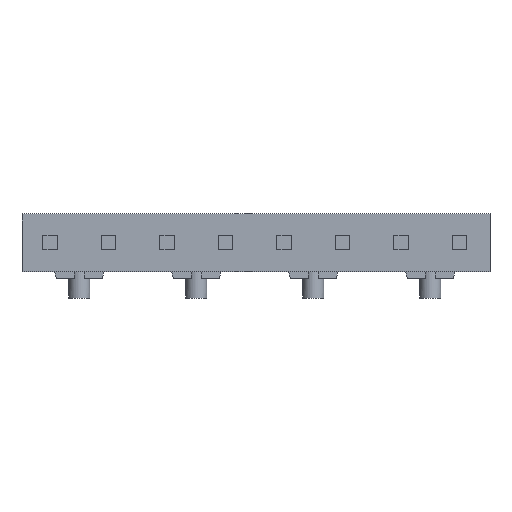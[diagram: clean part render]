
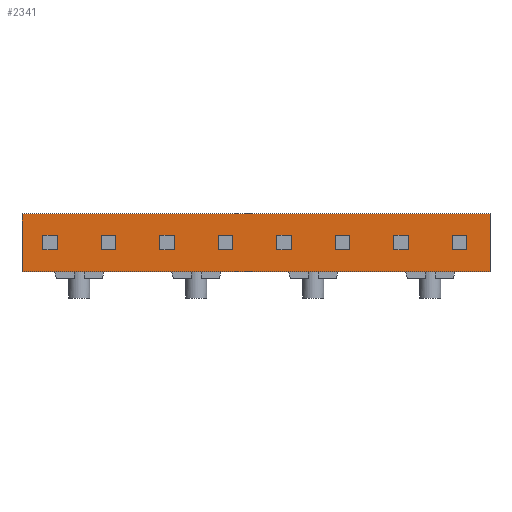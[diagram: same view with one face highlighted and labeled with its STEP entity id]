
A CAD part, top view. The second image highlights one B-rep face of the part: STEP entity #2341.
In plain terms, the highlighted planar face has unit normal (0, 0, 1).
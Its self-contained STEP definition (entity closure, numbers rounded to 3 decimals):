
#134=DIRECTION('',(0.,1.,0.));
#135=VECTOR('',#134,2.5);
#136=CARTESIAN_POINT('',(-10.16,-1.25,0.));
#137=LINE('',#136,#135);
#138=DIRECTION('',(1.,0.,0.));
#139=VECTOR('',#138,20.32);
#140=CARTESIAN_POINT('',(-10.16,1.25,0.));
#141=LINE('',#140,#139);
#142=DIRECTION('',(0.,-1.,0.));
#143=VECTOR('',#142,2.5);
#144=CARTESIAN_POINT('',(10.16,1.25,0.));
#145=LINE('',#144,#143);
#146=DIRECTION('',(-1.,0.,0.));
#147=VECTOR('',#146,20.32);
#148=CARTESIAN_POINT('',(10.16,-1.25,0.));
#149=LINE('',#148,#147);
#150=DIRECTION('',(1.,0.,0.));
#151=VECTOR('',#150,0.63);
#152=CARTESIAN_POINT('',(-9.255,-0.315,0.));
#153=LINE('',#152,#151);
#154=DIRECTION('',(0.,1.,0.));
#155=VECTOR('',#154,0.63);
#156=CARTESIAN_POINT('',(-8.625,-0.315,0.));
#157=LINE('',#156,#155);
#158=DIRECTION('',(1.,0.,0.));
#159=VECTOR('',#158,0.63);
#160=CARTESIAN_POINT('',(-9.255,0.315,0.));
#161=LINE('',#160,#159);
#162=DIRECTION('',(0.,1.,0.));
#163=VECTOR('',#162,0.63);
#164=CARTESIAN_POINT('',(-9.255,-0.315,0.));
#165=LINE('',#164,#163);
#166=DIRECTION('',(1.,0.,0.));
#167=VECTOR('',#166,0.63);
#168=CARTESIAN_POINT('',(-6.715,-0.315,0.));
#169=LINE('',#168,#167);
#170=DIRECTION('',(0.,1.,0.));
#171=VECTOR('',#170,0.63);
#172=CARTESIAN_POINT('',(-6.085,-0.315,0.));
#173=LINE('',#172,#171);
#174=DIRECTION('',(1.,0.,0.));
#175=VECTOR('',#174,0.63);
#176=CARTESIAN_POINT('',(-6.715,0.315,0.));
#177=LINE('',#176,#175);
#178=DIRECTION('',(0.,1.,0.));
#179=VECTOR('',#178,0.63);
#180=CARTESIAN_POINT('',(-6.715,-0.315,0.));
#181=LINE('',#180,#179);
#182=DIRECTION('',(1.,0.,0.));
#183=VECTOR('',#182,0.63);
#184=CARTESIAN_POINT('',(-4.175,-0.315,0.));
#185=LINE('',#184,#183);
#186=DIRECTION('',(0.,1.,0.));
#187=VECTOR('',#186,0.63);
#188=CARTESIAN_POINT('',(-3.545,-0.315,0.));
#189=LINE('',#188,#187);
#190=DIRECTION('',(1.,0.,0.));
#191=VECTOR('',#190,0.63);
#192=CARTESIAN_POINT('',(-4.175,0.315,0.));
#193=LINE('',#192,#191);
#194=DIRECTION('',(0.,1.,0.));
#195=VECTOR('',#194,0.63);
#196=CARTESIAN_POINT('',(-4.175,-0.315,0.));
#197=LINE('',#196,#195);
#198=DIRECTION('',(1.,0.,0.));
#199=VECTOR('',#198,0.63);
#200=CARTESIAN_POINT('',(-1.635,-0.315,0.));
#201=LINE('',#200,#199);
#202=DIRECTION('',(0.,1.,0.));
#203=VECTOR('',#202,0.63);
#204=CARTESIAN_POINT('',(-1.005,-0.315,0.));
#205=LINE('',#204,#203);
#206=DIRECTION('',(1.,0.,0.));
#207=VECTOR('',#206,0.63);
#208=CARTESIAN_POINT('',(-1.635,0.315,0.));
#209=LINE('',#208,#207);
#210=DIRECTION('',(0.,1.,0.));
#211=VECTOR('',#210,0.63);
#212=CARTESIAN_POINT('',(-1.635,-0.315,0.));
#213=LINE('',#212,#211);
#214=DIRECTION('',(1.,0.,0.));
#215=VECTOR('',#214,0.63);
#216=CARTESIAN_POINT('',(0.905,-0.315,0.));
#217=LINE('',#216,#215);
#218=DIRECTION('',(0.,1.,0.));
#219=VECTOR('',#218,0.63);
#220=CARTESIAN_POINT('',(1.535,-0.315,0.));
#221=LINE('',#220,#219);
#222=DIRECTION('',(1.,0.,0.));
#223=VECTOR('',#222,0.63);
#224=CARTESIAN_POINT('',(0.905,0.315,0.));
#225=LINE('',#224,#223);
#226=DIRECTION('',(0.,1.,0.));
#227=VECTOR('',#226,0.63);
#228=CARTESIAN_POINT('',(0.905,-0.315,0.));
#229=LINE('',#228,#227);
#230=DIRECTION('',(1.,0.,0.));
#231=VECTOR('',#230,0.63);
#232=CARTESIAN_POINT('',(3.445,-0.315,0.));
#233=LINE('',#232,#231);
#234=DIRECTION('',(0.,1.,0.));
#235=VECTOR('',#234,0.63);
#236=CARTESIAN_POINT('',(4.075,-0.315,0.));
#237=LINE('',#236,#235);
#238=DIRECTION('',(1.,0.,0.));
#239=VECTOR('',#238,0.63);
#240=CARTESIAN_POINT('',(3.445,0.315,0.));
#241=LINE('',#240,#239);
#242=DIRECTION('',(0.,1.,0.));
#243=VECTOR('',#242,0.63);
#244=CARTESIAN_POINT('',(3.445,-0.315,0.));
#245=LINE('',#244,#243);
#246=DIRECTION('',(1.,0.,0.));
#247=VECTOR('',#246,0.63);
#248=CARTESIAN_POINT('',(5.985,-0.315,0.));
#249=LINE('',#248,#247);
#250=DIRECTION('',(0.,1.,0.));
#251=VECTOR('',#250,0.63);
#252=CARTESIAN_POINT('',(6.615,-0.315,0.));
#253=LINE('',#252,#251);
#254=DIRECTION('',(1.,0.,0.));
#255=VECTOR('',#254,0.63);
#256=CARTESIAN_POINT('',(5.985,0.315,0.));
#257=LINE('',#256,#255);
#258=DIRECTION('',(0.,1.,0.));
#259=VECTOR('',#258,0.63);
#260=CARTESIAN_POINT('',(5.985,-0.315,0.));
#261=LINE('',#260,#259);
#262=DIRECTION('',(1.,0.,0.));
#263=VECTOR('',#262,0.63);
#264=CARTESIAN_POINT('',(8.525,-0.315,0.));
#265=LINE('',#264,#263);
#266=DIRECTION('',(0.,1.,0.));
#267=VECTOR('',#266,0.63);
#268=CARTESIAN_POINT('',(9.155,-0.315,0.));
#269=LINE('',#268,#267);
#270=DIRECTION('',(1.,0.,0.));
#271=VECTOR('',#270,0.63);
#272=CARTESIAN_POINT('',(8.525,0.315,0.));
#273=LINE('',#272,#271);
#274=DIRECTION('',(0.,1.,0.));
#275=VECTOR('',#274,0.63);
#276=CARTESIAN_POINT('',(8.525,-0.315,0.));
#277=LINE('',#276,#275);
#1734=CARTESIAN_POINT('',(-10.16,-1.25,0.));
#1735=CARTESIAN_POINT('',(-10.16,1.25,0.));
#1736=VERTEX_POINT('',#1734);
#1737=VERTEX_POINT('',#1735);
#1738=CARTESIAN_POINT('',(10.16,-1.25,0.));
#1739=VERTEX_POINT('',#1738);
#1740=CARTESIAN_POINT('',(10.16,1.25,0.));
#1741=VERTEX_POINT('',#1740);
#2006=CARTESIAN_POINT('',(-9.255,-0.315,0.));
#2007=CARTESIAN_POINT('',(-8.625,-0.315,0.));
#2008=VERTEX_POINT('',#2006);
#2009=VERTEX_POINT('',#2007);
#2010=CARTESIAN_POINT('',(-9.255,0.315,0.));
#2011=CARTESIAN_POINT('',(-8.625,0.315,0.));
#2012=VERTEX_POINT('',#2010);
#2013=VERTEX_POINT('',#2011);
#2038=CARTESIAN_POINT('',(-6.715,-0.315,0.));
#2039=CARTESIAN_POINT('',(-6.085,-0.315,0.));
#2040=VERTEX_POINT('',#2038);
#2041=VERTEX_POINT('',#2039);
#2042=CARTESIAN_POINT('',(-6.715,0.315,0.));
#2043=CARTESIAN_POINT('',(-6.085,0.315,0.));
#2044=VERTEX_POINT('',#2042);
#2045=VERTEX_POINT('',#2043);
#2070=CARTESIAN_POINT('',(-4.175,-0.315,0.));
#2071=CARTESIAN_POINT('',(-3.545,-0.315,0.));
#2072=VERTEX_POINT('',#2070);
#2073=VERTEX_POINT('',#2071);
#2074=CARTESIAN_POINT('',(-4.175,0.315,0.));
#2075=CARTESIAN_POINT('',(-3.545,0.315,0.));
#2076=VERTEX_POINT('',#2074);
#2077=VERTEX_POINT('',#2075);
#2102=CARTESIAN_POINT('',(-1.635,-0.315,0.));
#2103=CARTESIAN_POINT('',(-1.005,-0.315,0.));
#2104=VERTEX_POINT('',#2102);
#2105=VERTEX_POINT('',#2103);
#2106=CARTESIAN_POINT('',(-1.635,0.315,0.));
#2107=CARTESIAN_POINT('',(-1.005,0.315,0.));
#2108=VERTEX_POINT('',#2106);
#2109=VERTEX_POINT('',#2107);
#2134=CARTESIAN_POINT('',(0.905,-0.315,0.));
#2135=CARTESIAN_POINT('',(1.535,-0.315,0.));
#2136=VERTEX_POINT('',#2134);
#2137=VERTEX_POINT('',#2135);
#2138=CARTESIAN_POINT('',(0.905,0.315,0.));
#2139=CARTESIAN_POINT('',(1.535,0.315,0.));
#2140=VERTEX_POINT('',#2138);
#2141=VERTEX_POINT('',#2139);
#2166=CARTESIAN_POINT('',(3.445,-0.315,0.));
#2167=CARTESIAN_POINT('',(4.075,-0.315,0.));
#2168=VERTEX_POINT('',#2166);
#2169=VERTEX_POINT('',#2167);
#2170=CARTESIAN_POINT('',(3.445,0.315,0.));
#2171=CARTESIAN_POINT('',(4.075,0.315,0.));
#2172=VERTEX_POINT('',#2170);
#2173=VERTEX_POINT('',#2171);
#2198=CARTESIAN_POINT('',(5.985,-0.315,0.));
#2199=CARTESIAN_POINT('',(6.615,-0.315,0.));
#2200=VERTEX_POINT('',#2198);
#2201=VERTEX_POINT('',#2199);
#2202=CARTESIAN_POINT('',(5.985,0.315,0.));
#2203=CARTESIAN_POINT('',(6.615,0.315,0.));
#2204=VERTEX_POINT('',#2202);
#2205=VERTEX_POINT('',#2203);
#2230=CARTESIAN_POINT('',(8.525,-0.315,0.));
#2231=CARTESIAN_POINT('',(9.155,-0.315,0.));
#2232=VERTEX_POINT('',#2230);
#2233=VERTEX_POINT('',#2231);
#2234=CARTESIAN_POINT('',(8.525,0.315,0.));
#2235=CARTESIAN_POINT('',(9.155,0.315,0.));
#2236=VERTEX_POINT('',#2234);
#2237=VERTEX_POINT('',#2235);
#2246=CARTESIAN_POINT('',(0.,0.,0.));
#2247=DIRECTION('',(0.,0.,1.));
#2248=DIRECTION('',(1.,0.,0.));
#2249=AXIS2_PLACEMENT_3D('',#2246,#2247,#2248);
#2250=PLANE('',#2249);
#2252=ORIENTED_EDGE('',*,*,#2251,.T.);
#2254=ORIENTED_EDGE('',*,*,#2253,.T.);
#2256=ORIENTED_EDGE('',*,*,#2255,.T.);
#2258=ORIENTED_EDGE('',*,*,#2257,.T.);
#2259=EDGE_LOOP('',(#2252,#2254,#2256,#2258));
#2260=FACE_OUTER_BOUND('',#2259,.F.);
#2262=ORIENTED_EDGE('',*,*,#2261,.T.);
#2264=ORIENTED_EDGE('',*,*,#2263,.T.);
#2266=ORIENTED_EDGE('',*,*,#2265,.F.);
#2268=ORIENTED_EDGE('',*,*,#2267,.F.);
#2269=EDGE_LOOP('',(#2262,#2264,#2266,#2268));
#2270=FACE_BOUND('',#2269,.F.);
#2272=ORIENTED_EDGE('',*,*,#2271,.T.);
#2274=ORIENTED_EDGE('',*,*,#2273,.T.);
#2276=ORIENTED_EDGE('',*,*,#2275,.F.);
#2278=ORIENTED_EDGE('',*,*,#2277,.F.);
#2279=EDGE_LOOP('',(#2272,#2274,#2276,#2278));
#2280=FACE_BOUND('',#2279,.F.);
#2282=ORIENTED_EDGE('',*,*,#2281,.T.);
#2284=ORIENTED_EDGE('',*,*,#2283,.T.);
#2286=ORIENTED_EDGE('',*,*,#2285,.F.);
#2288=ORIENTED_EDGE('',*,*,#2287,.F.);
#2289=EDGE_LOOP('',(#2282,#2284,#2286,#2288));
#2290=FACE_BOUND('',#2289,.F.);
#2292=ORIENTED_EDGE('',*,*,#2291,.T.);
#2294=ORIENTED_EDGE('',*,*,#2293,.T.);
#2296=ORIENTED_EDGE('',*,*,#2295,.F.);
#2298=ORIENTED_EDGE('',*,*,#2297,.F.);
#2299=EDGE_LOOP('',(#2292,#2294,#2296,#2298));
#2300=FACE_BOUND('',#2299,.F.);
#2302=ORIENTED_EDGE('',*,*,#2301,.T.);
#2304=ORIENTED_EDGE('',*,*,#2303,.T.);
#2306=ORIENTED_EDGE('',*,*,#2305,.F.);
#2308=ORIENTED_EDGE('',*,*,#2307,.F.);
#2309=EDGE_LOOP('',(#2302,#2304,#2306,#2308));
#2310=FACE_BOUND('',#2309,.F.);
#2312=ORIENTED_EDGE('',*,*,#2311,.T.);
#2314=ORIENTED_EDGE('',*,*,#2313,.T.);
#2316=ORIENTED_EDGE('',*,*,#2315,.F.);
#2318=ORIENTED_EDGE('',*,*,#2317,.F.);
#2319=EDGE_LOOP('',(#2312,#2314,#2316,#2318));
#2320=FACE_BOUND('',#2319,.F.);
#2322=ORIENTED_EDGE('',*,*,#2321,.T.);
#2324=ORIENTED_EDGE('',*,*,#2323,.T.);
#2326=ORIENTED_EDGE('',*,*,#2325,.F.);
#2328=ORIENTED_EDGE('',*,*,#2327,.F.);
#2329=EDGE_LOOP('',(#2322,#2324,#2326,#2328));
#2330=FACE_BOUND('',#2329,.F.);
#2332=ORIENTED_EDGE('',*,*,#2331,.T.);
#2334=ORIENTED_EDGE('',*,*,#2333,.T.);
#2336=ORIENTED_EDGE('',*,*,#2335,.F.);
#2338=ORIENTED_EDGE('',*,*,#2337,.F.);
#2339=EDGE_LOOP('',(#2332,#2334,#2336,#2338));
#2340=FACE_BOUND('',#2339,.F.);
#2251=EDGE_CURVE('',#1736,#1737,#137,.T.);
#2253=EDGE_CURVE('',#1737,#1741,#141,.T.);
#2255=EDGE_CURVE('',#1741,#1739,#145,.T.);
#2257=EDGE_CURVE('',#1739,#1736,#149,.T.);
#2261=EDGE_CURVE('',#2008,#2009,#153,.T.);
#2263=EDGE_CURVE('',#2009,#2013,#157,.T.);
#2265=EDGE_CURVE('',#2012,#2013,#161,.T.);
#2267=EDGE_CURVE('',#2008,#2012,#165,.T.);
#2271=EDGE_CURVE('',#2040,#2041,#169,.T.);
#2273=EDGE_CURVE('',#2041,#2045,#173,.T.);
#2275=EDGE_CURVE('',#2044,#2045,#177,.T.);
#2277=EDGE_CURVE('',#2040,#2044,#181,.T.);
#2281=EDGE_CURVE('',#2072,#2073,#185,.T.);
#2283=EDGE_CURVE('',#2073,#2077,#189,.T.);
#2285=EDGE_CURVE('',#2076,#2077,#193,.T.);
#2287=EDGE_CURVE('',#2072,#2076,#197,.T.);
#2291=EDGE_CURVE('',#2104,#2105,#201,.T.);
#2293=EDGE_CURVE('',#2105,#2109,#205,.T.);
#2295=EDGE_CURVE('',#2108,#2109,#209,.T.);
#2297=EDGE_CURVE('',#2104,#2108,#213,.T.);
#2301=EDGE_CURVE('',#2136,#2137,#217,.T.);
#2303=EDGE_CURVE('',#2137,#2141,#221,.T.);
#2305=EDGE_CURVE('',#2140,#2141,#225,.T.);
#2307=EDGE_CURVE('',#2136,#2140,#229,.T.);
#2311=EDGE_CURVE('',#2168,#2169,#233,.T.);
#2313=EDGE_CURVE('',#2169,#2173,#237,.T.);
#2315=EDGE_CURVE('',#2172,#2173,#241,.T.);
#2317=EDGE_CURVE('',#2168,#2172,#245,.T.);
#2321=EDGE_CURVE('',#2200,#2201,#249,.T.);
#2323=EDGE_CURVE('',#2201,#2205,#253,.T.);
#2325=EDGE_CURVE('',#2204,#2205,#257,.T.);
#2327=EDGE_CURVE('',#2200,#2204,#261,.T.);
#2331=EDGE_CURVE('',#2232,#2233,#265,.T.);
#2333=EDGE_CURVE('',#2233,#2237,#269,.T.);
#2335=EDGE_CURVE('',#2236,#2237,#273,.T.);
#2337=EDGE_CURVE('',#2232,#2236,#277,.T.);
#2341=ADVANCED_FACE('',(#2260,#2270,#2280,#2290,#2300,#2310,#2320,#2330,#2340),
#2250,.T.);
